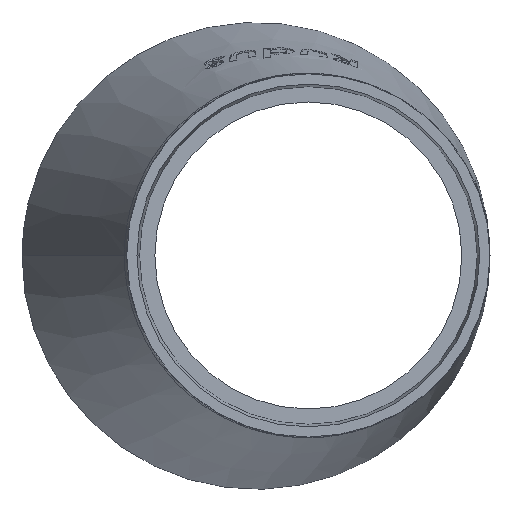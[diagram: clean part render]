
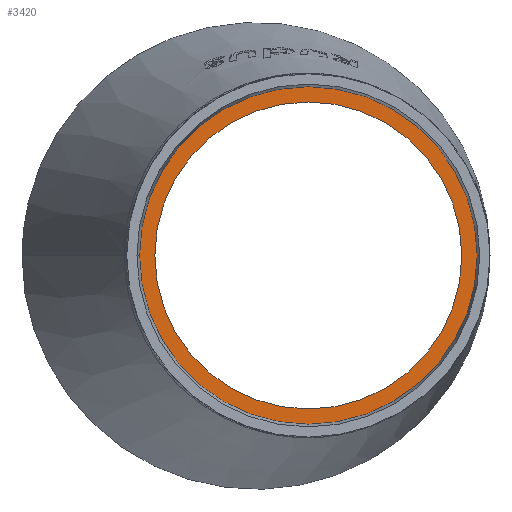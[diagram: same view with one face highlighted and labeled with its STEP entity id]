
A CAD part, top view. The second image highlights one B-rep face of the part: STEP entity #3420.
In plain terms, the highlighted planar face has unit normal (0, 0, 1).
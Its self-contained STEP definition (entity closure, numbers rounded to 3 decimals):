
#1213 = CARTESIAN_POINT ( 'NONE',  ( 430., 0., 480. ) ) ;
#1669 = FACE_BOUND ( 'NONE', #8645, .T. ) ;
#1829 = CIRCLE ( 'NONE', #4739, 330. ) ;
#3267 = DIRECTION ( 'NONE',  ( -1., 0., 0. ) ) ;
#3328 = ORIENTED_EDGE ( 'NONE', *, *, #6416, .F. ) ;
#3420 = ADVANCED_FACE ( 'NONE', ( #1669, #18789 ), #8552, .F. ) ;
#4739 = AXIS2_PLACEMENT_3D ( 'NONE', #8464, #10482, #16902 ) ;
#6001 = ORIENTED_EDGE ( 'NONE', *, *, #19094, .T. ) ;
#6416 = EDGE_CURVE ( 'NONE', #19581, #12371, #8268, .T. ) ;
#6680 = CARTESIAN_POINT ( 'NONE',  ( 100., 0., 480. ) ) ;
#6843 = CIRCLE ( 'NONE', #15103, 300. ) ;
#7779 = EDGE_CURVE ( 'NONE', #12371, #19581, #6843, .T. ) ;
#7923 = DIRECTION ( 'NONE',  ( 1., 0., 0. ) ) ;
#8268 = CIRCLE ( 'NONE', #9706, 300. ) ;
#8464 = CARTESIAN_POINT ( 'NONE',  ( 100., 0., 480. ) ) ;
#8552 = PLANE ( 'NONE',  #12207 ) ;
#8645 = EDGE_LOOP ( 'NONE', ( #3328, #20419 ) ) ;
#9004 = CIRCLE ( 'NONE', #11865, 330. ) ;
#9706 = AXIS2_PLACEMENT_3D ( 'NONE', #19981, #19545, #18196 ) ;
#10482 = DIRECTION ( 'NONE',  ( 0., 0., 1. ) ) ;
#10864 = CARTESIAN_POINT ( 'NONE',  ( -200., 0., 480. ) ) ;
#11865 = AXIS2_PLACEMENT_3D ( 'NONE', #6680, #20172, #7923 ) ;
#11935 = EDGE_CURVE ( 'NONE', #12921, #12078, #9004, .T. ) ;
#12078 = VERTEX_POINT ( 'NONE', #1213 ) ;
#12207 = AXIS2_PLACEMENT_3D ( 'NONE', #13620, #15414, #3267 ) ;
#12371 = VERTEX_POINT ( 'NONE', #10864 ) ;
#12669 = CARTESIAN_POINT ( 'NONE',  ( -230., 0., 480. ) ) ;
#12921 = VERTEX_POINT ( 'NONE', #12669 ) ;
#13284 = CARTESIAN_POINT ( 'NONE',  ( 400., 0., 480. ) ) ;
#13620 = CARTESIAN_POINT ( 'NONE',  ( 400., 0., 480. ) ) ;
#14745 = EDGE_LOOP ( 'NONE', ( #6001, #18614 ) ) ;
#15103 = AXIS2_PLACEMENT_3D ( 'NONE', #20056, #21625, #18161 ) ;
#15414 = DIRECTION ( 'NONE',  ( 0., 0., -1. ) ) ;
#16902 = DIRECTION ( 'NONE',  ( 1., 0., 0. ) ) ;
#18161 = DIRECTION ( 'NONE',  ( 1., 0., 0. ) ) ;
#18196 = DIRECTION ( 'NONE',  ( 1., 0., 0. ) ) ;
#18614 = ORIENTED_EDGE ( 'NONE', *, *, #11935, .T. ) ;
#18789 = FACE_OUTER_BOUND ( 'NONE', #14745, .T. ) ;
#19094 = EDGE_CURVE ( 'NONE', #12078, #12921, #1829, .T. ) ;
#19545 = DIRECTION ( 'NONE',  ( 0., 0., 1. ) ) ;
#19581 = VERTEX_POINT ( 'NONE', #13284 ) ;
#19981 = CARTESIAN_POINT ( 'NONE',  ( 100., 0., 480. ) ) ;
#20056 = CARTESIAN_POINT ( 'NONE',  ( 100., 0., 480. ) ) ;
#20172 = DIRECTION ( 'NONE',  ( 0., 0., 1. ) ) ;
#20419 = ORIENTED_EDGE ( 'NONE', *, *, #7779, .F. ) ;
#21625 = DIRECTION ( 'NONE',  ( 0., 0., 1. ) ) ;
